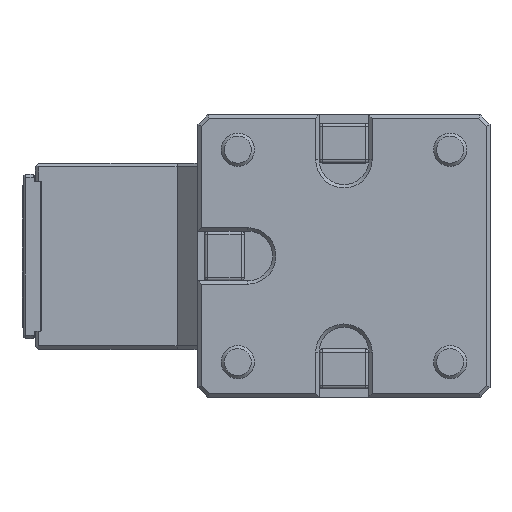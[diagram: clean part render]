
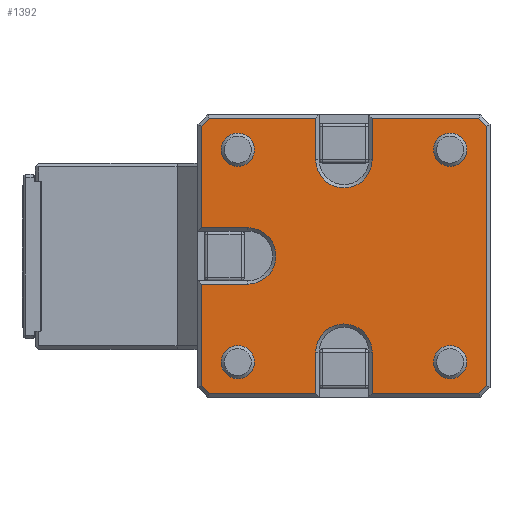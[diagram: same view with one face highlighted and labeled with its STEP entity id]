
A CAD part, top view. The second image highlights one B-rep face of the part: STEP entity #1392.
In plain terms, the highlighted planar face has unit normal (0, 0, 1).
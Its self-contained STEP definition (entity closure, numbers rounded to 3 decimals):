
#191=LINE('',#7401,#733);
#193=LINE('',#7405,#735);
#198=LINE('',#7416,#740);
#201=LINE('',#7421,#743);
#204=LINE('',#7427,#746);
#207=LINE('',#7433,#749);
#209=LINE('',#7437,#751);
#213=LINE('',#7449,#755);
#217=LINE('',#7457,#759);
#220=LINE('',#7462,#762);
#222=LINE('',#7466,#764);
#225=LINE('',#7472,#767);
#228=LINE('',#7478,#770);
#230=LINE('',#7482,#772);
#234=LINE('',#7494,#776);
#238=LINE('',#7502,#780);
#241=LINE('',#7507,#783);
#733=VECTOR('',#5821,1.);
#735=VECTOR('',#5825,1.);
#740=VECTOR('',#5836,1.);
#743=VECTOR('',#5841,1.);
#746=VECTOR('',#5846,1.);
#749=VECTOR('',#5851,1.);
#751=VECTOR('',#5855,1.);
#755=VECTOR('',#5867,1.);
#759=VECTOR('',#5873,1.);
#762=VECTOR('',#5878,1.);
#764=VECTOR('',#5882,1.);
#767=VECTOR('',#5887,1.);
#770=VECTOR('',#5892,1.);
#772=VECTOR('',#5896,1.);
#776=VECTOR('',#5908,1.);
#780=VECTOR('',#5914,1.);
#783=VECTOR('',#5919,1.);
#1259=FACE_BOUND('',#2154,.T.);
#1260=FACE_BOUND('',#2155,.T.);
#1261=FACE_BOUND('',#2156,.T.);
#1262=FACE_BOUND('',#2157,.T.);
#1263=FACE_BOUND('',#2158,.T.);
#1392=ADVANCED_FACE('',(#1259,#1260,#1261,#1262,#1263),#1670,.F.);
#1670=PLANE('',#5257);
#2154=EDGE_LOOP('',(#2677));
#2155=EDGE_LOOP('',(#2678));
#2156=EDGE_LOOP('',(#2679));
#2157=EDGE_LOOP('',(#2680));
#2158=EDGE_LOOP('',(#2681,#2682,#2683,#2684,#2685,#2686,#2687,#2688,#2689,
#2690,#2691,#2692,#2693,#2694,#2695,#2696,#2697,#2698,#2699,#2700));
#2677=ORIENTED_EDGE('',*,*,#4458,.T.);
#2678=ORIENTED_EDGE('',*,*,#4459,.T.);
#2679=ORIENTED_EDGE('',*,*,#4460,.T.);
#2680=ORIENTED_EDGE('',*,*,#4461,.T.);
#2681=ORIENTED_EDGE('',*,*,#4457,.T.);
#2682=ORIENTED_EDGE('',*,*,#4454,.T.);
#2683=ORIENTED_EDGE('',*,*,#4450,.T.);
#2684=ORIENTED_EDGE('',*,*,#4449,.T.);
#2685=ORIENTED_EDGE('',*,*,#4444,.T.);
#2686=ORIENTED_EDGE('',*,*,#4442,.T.);
#2687=ORIENTED_EDGE('',*,*,#4439,.T.);
#2688=ORIENTED_EDGE('',*,*,#4436,.T.);
#2689=ORIENTED_EDGE('',*,*,#4434,.T.);
#2690=ORIENTED_EDGE('',*,*,#4431,.T.);
#2691=ORIENTED_EDGE('',*,*,#4427,.T.);
#2692=ORIENTED_EDGE('',*,*,#4426,.T.);
#2693=ORIENTED_EDGE('',*,*,#4421,.T.);
#2694=ORIENTED_EDGE('',*,*,#4419,.T.);
#2695=ORIENTED_EDGE('',*,*,#4416,.T.);
#2696=ORIENTED_EDGE('',*,*,#4413,.T.);
#2697=ORIENTED_EDGE('',*,*,#4410,.T.);
#2698=ORIENTED_EDGE('',*,*,#4409,.T.);
#2699=ORIENTED_EDGE('',*,*,#4404,.T.);
#2700=ORIENTED_EDGE('',*,*,#4402,.T.);
#3935=VERTEX_POINT('',#7398);
#3936=VERTEX_POINT('',#7400);
#3938=VERTEX_POINT('',#7406);
#3940=VERTEX_POINT('',#7413);
#3941=VERTEX_POINT('',#7417);
#3942=VERTEX_POINT('',#7422);
#3943=VERTEX_POINT('',#7426);
#3945=VERTEX_POINT('',#7431);
#3947=VERTEX_POINT('',#7438);
#3949=VERTEX_POINT('',#7444);
#3951=VERTEX_POINT('',#7450);
#3954=VERTEX_POINT('',#7458);
#3955=VERTEX_POINT('',#7463);
#3956=VERTEX_POINT('',#7467);
#3957=VERTEX_POINT('',#7471);
#3959=VERTEX_POINT('',#7476);
#3961=VERTEX_POINT('',#7483);
#3963=VERTEX_POINT('',#7489);
#3965=VERTEX_POINT('',#7495);
#3968=VERTEX_POINT('',#7503);
#3969=VERTEX_POINT('',#7510);
#3970=VERTEX_POINT('',#7512);
#3971=VERTEX_POINT('',#7514);
#3972=VERTEX_POINT('',#7516);
#4402=EDGE_CURVE('',#3935,#3936,#191,.T.);
#4404=EDGE_CURVE('',#3938,#3935,#193,.T.);
#4409=EDGE_CURVE('',#3940,#3938,#5028,.T.);
#4410=EDGE_CURVE('',#3941,#3940,#198,.T.);
#4413=EDGE_CURVE('',#3942,#3941,#201,.T.);
#4416=EDGE_CURVE('',#3943,#3942,#204,.T.);
#4419=EDGE_CURVE('',#3945,#3943,#207,.T.);
#4421=EDGE_CURVE('',#3947,#3945,#209,.T.);
#4426=EDGE_CURVE('',#3949,#3947,#5030,.T.);
#4427=EDGE_CURVE('',#3951,#3949,#213,.T.);
#4431=EDGE_CURVE('',#3954,#3951,#217,.T.);
#4434=EDGE_CURVE('',#3955,#3954,#220,.T.);
#4436=EDGE_CURVE('',#3956,#3955,#222,.T.);
#4439=EDGE_CURVE('',#3957,#3956,#225,.T.);
#4442=EDGE_CURVE('',#3959,#3957,#228,.T.);
#4444=EDGE_CURVE('',#3961,#3959,#230,.T.);
#4449=EDGE_CURVE('',#3963,#3961,#5032,.T.);
#4450=EDGE_CURVE('',#3965,#3963,#234,.T.);
#4454=EDGE_CURVE('',#3968,#3965,#238,.T.);
#4457=EDGE_CURVE('',#3936,#3968,#241,.T.);
#4458=EDGE_CURVE('',#3969,#3969,#5033,.T.);
#4459=EDGE_CURVE('',#3970,#3970,#5034,.T.);
#4460=EDGE_CURVE('',#3971,#3971,#5035,.T.);
#4461=EDGE_CURVE('',#3972,#3972,#5036,.T.);
#5028=CIRCLE('',#5230,8.5);
#5030=CIRCLE('',#5238,8.5);
#5032=CIRCLE('',#5248,8.5);
#5033=CIRCLE('',#5253,5.);
#5034=CIRCLE('',#5254,5.);
#5035=CIRCLE('',#5255,5.);
#5036=CIRCLE('',#5256,5.);
#5230=AXIS2_PLACEMENT_3D('',#7414,#5832,#5833);
#5238=AXIS2_PLACEMENT_3D('',#7447,#5863,#5864);
#5248=AXIS2_PLACEMENT_3D('',#7492,#5904,#5905);
#5253=AXIS2_PLACEMENT_3D('',#7509,#5922,#5923);
#5254=AXIS2_PLACEMENT_3D('',#7511,#5924,#5925);
#5255=AXIS2_PLACEMENT_3D('',#7513,#5926,#5927);
#5256=AXIS2_PLACEMENT_3D('',#7515,#5928,#5929);
#5257=AXIS2_PLACEMENT_3D('',#7517,#5930,#5931);
#5821=DIRECTION('',(0.,-1.,0.));
#5825=DIRECTION('',(-1.,0.,0.));
#5832=DIRECTION('',(0.,0.,-1.));
#5833=DIRECTION('',(1.,0.,0.));
#5836=DIRECTION('',(1.,0.,0.));
#5841=DIRECTION('',(0.,-1.,0.));
#5846=DIRECTION('',(-0.707,-0.707,0.));
#5851=DIRECTION('',(-1.,0.,0.));
#5855=DIRECTION('',(0.,1.,0.));
#5863=DIRECTION('',(0.,0.,-1.));
#5864=DIRECTION('',(1.,0.,0.));
#5867=DIRECTION('',(0.,-1.,0.));
#5873=DIRECTION('',(-1.,0.,0.));
#5878=DIRECTION('',(-0.707,0.707,0.));
#5882=DIRECTION('',(0.,1.,0.));
#5887=DIRECTION('',(0.707,0.707,0.));
#5892=DIRECTION('',(1.,0.,0.));
#5896=DIRECTION('',(0.,-1.,0.));
#5904=DIRECTION('',(0.,0.,-1.));
#5905=DIRECTION('',(1.,0.,0.));
#5908=DIRECTION('',(0.,1.,0.));
#5914=DIRECTION('',(1.,0.,0.));
#5919=DIRECTION('',(0.707,-0.707,0.));
#5922=DIRECTION('',(0.,0.,-1.));
#5923=DIRECTION('',(-1.,0.,0.));
#5924=DIRECTION('',(0.,0.,-1.));
#5925=DIRECTION('',(-1.,0.,0.));
#5926=DIRECTION('',(0.,0.,-1.));
#5927=DIRECTION('',(-1.,0.,0.));
#5928=DIRECTION('',(0.,0.,-1.));
#5929=DIRECTION('',(-1.,0.,0.));
#5930=DIRECTION('',(0.,0.,-1.));
#5931=DIRECTION('',(-1.,0.,0.));
#7398=CARTESIAN_POINT('',(-43.,-8.5,0.));
#7400=CARTESIAN_POINT('',(-43.,-39.086,0.));
#7401=CARTESIAN_POINT('',(-43.,42.5,0.));
#7405=CARTESIAN_POINT('',(44.,-8.5,0.));
#7406=CARTESIAN_POINT('',(-29.,-8.5,0.));
#7413=CARTESIAN_POINT('',(-29.,8.5,0.));
#7414=CARTESIAN_POINT('',(-29.,0.,0.));
#7416=CARTESIAN_POINT('',(44.,8.5,0.));
#7417=CARTESIAN_POINT('',(-43.,8.5,0.));
#7421=CARTESIAN_POINT('',(-43.,42.5,0.));
#7422=CARTESIAN_POINT('',(-43.,39.086,0.));
#7426=CARTESIAN_POINT('',(-40.586,41.5,0.));
#7427=CARTESIAN_POINT('',(-43.293,38.793,0.));
#7431=CARTESIAN_POINT('',(-8.5,41.5,0.));
#7433=CARTESIAN_POINT('',(-41.,41.5,0.));
#7437=CARTESIAN_POINT('',(-8.5,42.5,0.));
#7438=CARTESIAN_POINT('',(-8.5,29.,0.));
#7444=CARTESIAN_POINT('',(8.5,29.,0.));
#7447=CARTESIAN_POINT('',(0.,29.,0.));
#7449=CARTESIAN_POINT('',(8.5,42.5,0.));
#7450=CARTESIAN_POINT('',(8.5,41.5,0.));
#7457=CARTESIAN_POINT('',(8.5,41.5,0.));
#7458=CARTESIAN_POINT('',(40.586,41.5,0.));
#7462=CARTESIAN_POINT('',(40.293,41.793,0.));
#7463=CARTESIAN_POINT('',(43.,39.086,0.));
#7466=CARTESIAN_POINT('',(43.,42.5,0.));
#7467=CARTESIAN_POINT('',(43.,-39.086,0.));
#7471=CARTESIAN_POINT('',(40.586,-41.5,0.));
#7472=CARTESIAN_POINT('',(43.293,-38.793,0.));
#7476=CARTESIAN_POINT('',(8.5,-41.5,0.));
#7478=CARTESIAN_POINT('',(44.,-41.5,0.));
#7482=CARTESIAN_POINT('',(8.5,42.5,0.));
#7483=CARTESIAN_POINT('',(8.5,-29.,0.));
#7489=CARTESIAN_POINT('',(-8.5,-29.,0.));
#7492=CARTESIAN_POINT('',(0.,-29.,0.));
#7494=CARTESIAN_POINT('',(-8.5,42.5,0.));
#7495=CARTESIAN_POINT('',(-8.5,-41.5,0.));
#7502=CARTESIAN_POINT('',(44.,-41.5,0.));
#7503=CARTESIAN_POINT('',(-40.586,-41.5,0.));
#7507=CARTESIAN_POINT('',(-40.293,-41.793,0.));
#7509=CARTESIAN_POINT('',(32.,32.,0.));
#7510=CARTESIAN_POINT('',(27.,32.,0.));
#7511=CARTESIAN_POINT('',(32.,-32.,0.));
#7512=CARTESIAN_POINT('',(27.,-32.,0.));
#7513=CARTESIAN_POINT('',(-32.,-32.,0.));
#7514=CARTESIAN_POINT('',(-37.,-32.,0.));
#7515=CARTESIAN_POINT('',(-32.,32.,0.));
#7516=CARTESIAN_POINT('',(-37.,32.,0.));
#7517=CARTESIAN_POINT('',(44.,42.5,0.));
